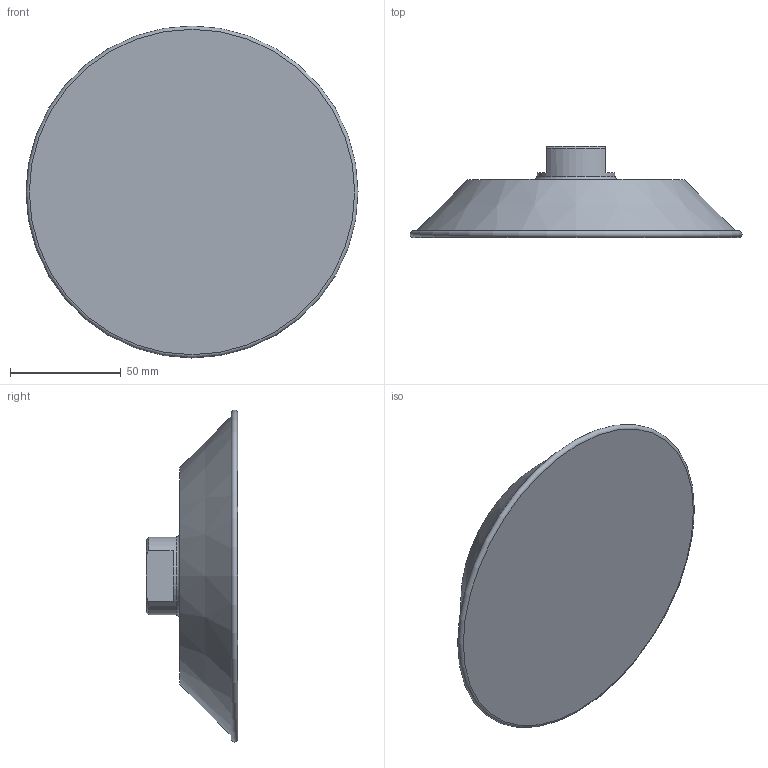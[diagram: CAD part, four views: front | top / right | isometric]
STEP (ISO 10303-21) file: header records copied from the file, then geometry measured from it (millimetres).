
FILE_DESCRIPTION(/* description */ (''),/* implementation_level */ '2;1');
FILE_NAME(/* name */ 'vpr150epdm.stp',/* time_stamp */ '2020-07-08T12:31:39+02:00',/* author */ ('enginyeria'),/* organization */ (''),/* preprocessor_version */ 'ST-DEVELOPER v17',/* originating_system */ 'Autodesk Inventor 2019',/* authorisation */ '');
FILE_SCHEMA (('CONFIG_CONTROL_DESIGN'));
Length unit declared in the file: millimetre
Products named in the file (1): 3D_vpr150
Bounding box: 150 x 41.27 x 150 mm (x, y, z)
Volume: 328450.7 mm3; surface area: 42641.6 mm2
Topology: 1 solids, 1 shells, 20 faces, 47 edges, 33 vertices
Faces by surface type: plane 10, cylinder 4, cone 4, torus 2
Full cylindrical faces by diameter (mm): 18.631 x1, 35.235 x1, 87.651 x1, 97.651 x1
Entity records: 654 total; most frequent: DIRECTION 114, CARTESIAN_POINT 109, ORIENTED_EDGE 94, AXIS2_PLACEMENT_3D 50, EDGE_CURVE 47, VERTEX_POINT 33, CIRCLE 29, EDGE_LOOP 24
